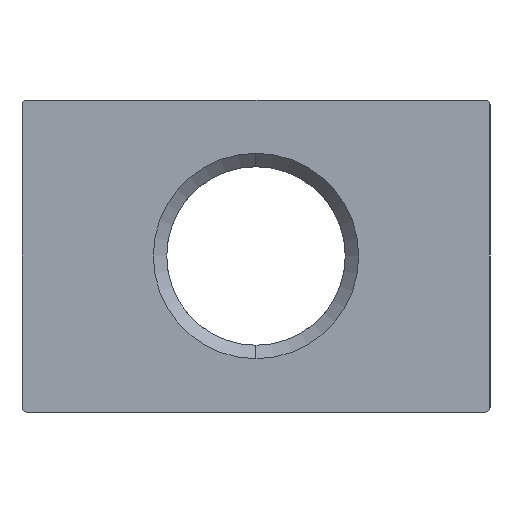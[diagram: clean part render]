
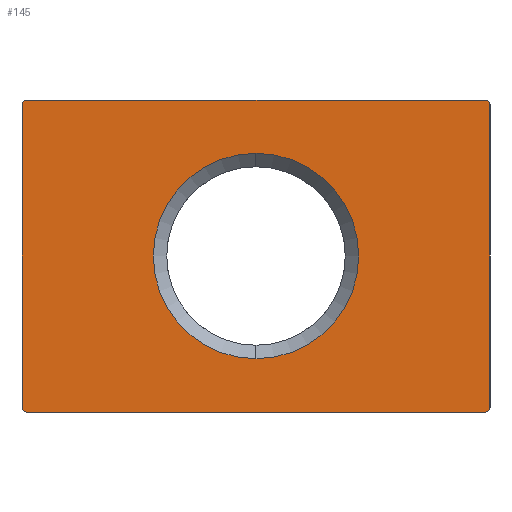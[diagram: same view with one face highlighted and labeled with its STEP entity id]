
A CAD part, left-side view. The second image highlights one B-rep face of the part: STEP entity #145.
In plain terms, the highlighted planar face has unit normal (-1, 0, 0).
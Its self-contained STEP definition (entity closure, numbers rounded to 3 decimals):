
#145=ADVANCED_FACE('',(#321,#322),#323,.T.);
#321=FACE_OUTER_BOUND('',#531,.T.);
#322=FACE_BOUND('',#532,.T.);
#323=PLANE('',#533);
#531=EDGE_LOOP('',(#934,#935,#936,#937,#938,#939,#940,#941));
#532=EDGE_LOOP('',(#942,#943));
#533=AXIS2_PLACEMENT_3D('',#944,#945,#946);
#934=ORIENTED_EDGE('',*,*,#1384,.T.);
#935=ORIENTED_EDGE('',*,*,#1276,.F.);
#936=ORIENTED_EDGE('',*,*,#1407,.T.);
#937=ORIENTED_EDGE('',*,*,#1358,.T.);
#938=ORIENTED_EDGE('',*,*,#1322,.T.);
#939=ORIENTED_EDGE('',*,*,#1408,.T.);
#940=ORIENTED_EDGE('',*,*,#1270,.T.);
#941=ORIENTED_EDGE('',*,*,#1332,.F.);
#942=ORIENTED_EDGE('',*,*,#1314,.T.);
#943=ORIENTED_EDGE('',*,*,#1409,.T.);
#944=CARTESIAN_POINT('',(0.0,30.0,-10.0));
#945=DIRECTION('',(-1.0,0.0,0.0));
#946=DIRECTION('',(0.0,0.0,1.0));
#1270=EDGE_CURVE('',#1538,#1536,#1539,.T.);
#1276=EDGE_CURVE('',#1547,#1543,#1549,.T.);
#1314=EDGE_CURVE('',#1610,#1615,#1617,.T.);
#1322=EDGE_CURVE('',#1629,#1630,#1631,.T.);
#1332=EDGE_CURVE('',#1644,#1536,#1646,.T.);
#1358=EDGE_CURVE('',#1684,#1629,#1688,.T.);
#1384=EDGE_CURVE('',#1644,#1543,#1724,.T.);
#1407=EDGE_CURVE('',#1547,#1684,#1755,.T.);
#1408=EDGE_CURVE('',#1630,#1538,#1756,.T.);
#1409=EDGE_CURVE('',#1615,#1610,#1757,.T.);
#1536=VERTEX_POINT('',#1932);
#1538=VERTEX_POINT('',#1935);
#1539=CIRCLE('',#1936,0.3);
#1543=VERTEX_POINT('',#1941);
#1547=VERTEX_POINT('',#1947);
#1549=LINE('',#1950,#1951);
#1610=VERTEX_POINT('',#2061);
#1615=VERTEX_POINT('',#2067);
#1617=CIRCLE('',#2070,6.582);
#1629=VERTEX_POINT('',#2084);
#1630=VERTEX_POINT('',#2085);
#1631=CIRCLE('',#2086,0.3);
#1644=VERTEX_POINT('',#2103);
#1646=LINE('',#2106,#2107);
#1684=VERTEX_POINT('',#2150);
#1688=LINE('',#2156,#2157);
#1724=CIRCLE('',#2243,0.3);
#1755=CIRCLE('',#2301,0.3);
#1756=LINE('',#2302,#2303);
#1757=CIRCLE('',#2304,6.582);
#1932=CARTESIAN_POINT('',(0.0,0.3,10.0));
#1935=CARTESIAN_POINT('',(0.0,0.0,9.7));
#1936=AXIS2_PLACEMENT_3D('',#2679,#2680,#2681);
#1941=CARTESIAN_POINT('',(0.0,30.0,9.7));
#1947=CARTESIAN_POINT('',(0.0,30.0,-9.7));
#1950=CARTESIAN_POINT('',(0.0,30.0,-9.7));
#1951=VECTOR('',#2686,19.4);
#2061=CARTESIAN_POINT('',(0.0,15.0,-6.582));
#2067=CARTESIAN_POINT('',(0.0,15.0,6.582));
#2070=AXIS2_PLACEMENT_3D('',#2761,#2762,#2763);
#2084=CARTESIAN_POINT('',(0.0,0.3,-10.0));
#2085=CARTESIAN_POINT('',(0.0,0.0,-9.7));
#2086=AXIS2_PLACEMENT_3D('',#2775,#2776,#2777);
#2103=CARTESIAN_POINT('',(0.0,29.7,10.0));
#2106=CARTESIAN_POINT('',(0.0,29.7,10.0));
#2107=VECTOR('',#2789,29.4);
#2150=CARTESIAN_POINT('',(0.0,29.7,-10.0));
#2156=CARTESIAN_POINT('',(0.0,29.7,-10.0));
#2157=VECTOR('',#2839,29.4);
#2243=AXIS2_PLACEMENT_3D('',#2879,#2880,#2881);
#2301=AXIS2_PLACEMENT_3D('',#2915,#2916,#2917);
#2302=CARTESIAN_POINT('',(0.0,0.0,-9.7));
#2303=VECTOR('',#2918,19.4);
#2304=AXIS2_PLACEMENT_3D('',#2919,#2920,#2921);
#2679=CARTESIAN_POINT('',(0.0,0.3,9.7));
#2680=DIRECTION('',(-1.0,0.0,0.0));
#2681=DIRECTION('',(0.0,-1.0,0.0));
#2686=DIRECTION('',(0.0,0.0,1.0));
#2761=CARTESIAN_POINT('',(0.0,15.0,0.0));
#2762=DIRECTION('',(1.0,0.0,0.0));
#2763=DIRECTION('',(0.0,0.0,-1.0));
#2775=CARTESIAN_POINT('',(0.0,0.3,-9.7));
#2776=DIRECTION('',(-1.0,0.0,0.0));
#2777=DIRECTION('',(0.0,0.0,-1.0));
#2789=DIRECTION('',(0.0,-1.0,0.0));
#2839=DIRECTION('',(0.0,-1.0,0.0));
#2879=CARTESIAN_POINT('',(0.0,29.7,9.7));
#2880=DIRECTION('',(-1.0,0.0,0.0));
#2881=DIRECTION('',(0.0,0.0,1.0));
#2915=CARTESIAN_POINT('',(0.0,29.7,-9.7));
#2916=DIRECTION('',(-1.0,0.0,0.0));
#2917=DIRECTION('',(0.0,1.0,0.));
#2918=DIRECTION('',(0.0,0.0,1.0));
#2919=CARTESIAN_POINT('',(0.0,15.0,0.0));
#2920=DIRECTION('',(1.0,0.0,0.0));
#2921=DIRECTION('',(0.0,0.0,-1.0));
